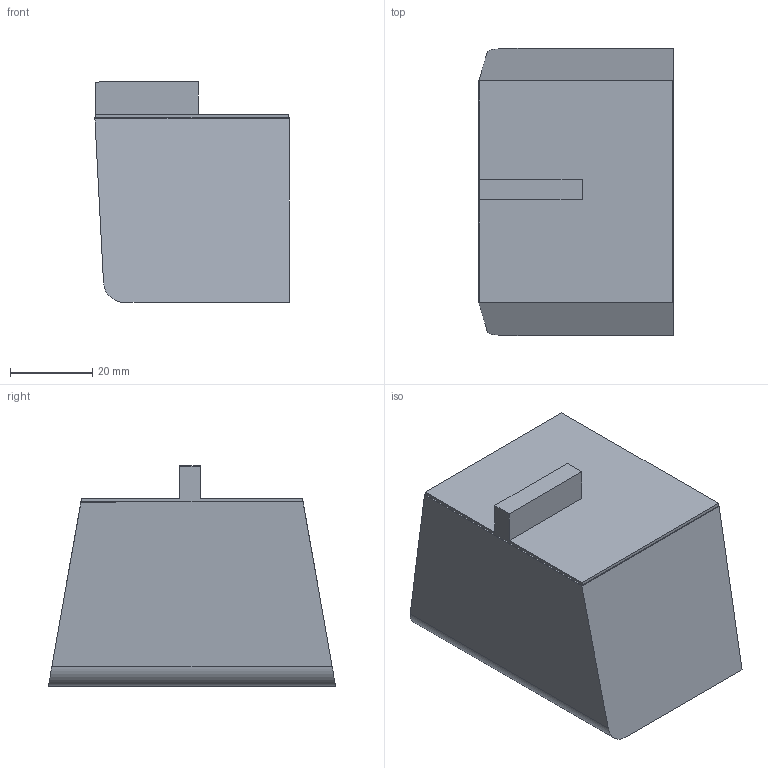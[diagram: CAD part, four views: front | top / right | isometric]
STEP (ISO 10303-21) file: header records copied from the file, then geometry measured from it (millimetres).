
FILE_DESCRIPTION(/* description */ (''),/* implementation_level */ '2;1');
FILE_NAME(/* name */ 'Ant House Version 3 v3FINALL.step',/* time_stamp */ '2024-11-07T11:15:32+01:00',/* author */ (''),/* organization */ (''),/* preprocessor_version */ 'ST-DEVELOPER v20',/* originating_system */ 'Autodesk Translation Framework v13.20.0.188',/* authorisation */ '');
FILE_SCHEMA (('AUTOMOTIVE_DESIGN { 1 0 10303 214 3 1 1 }'));
Length unit declared in the file: millimetre
Products named in the file (1): Ant House Version 3
Bounding box: 47.36 x 70 x 53.79 mm (x, y, z)
Volume: 72902.1 mm3; surface area: 47962.8 mm2
Topology: 3 solids, 3 shells, 48 faces, 117 edges, 78 vertices
Faces by surface type: plane 45, cylinder 3
Entity records: 1426 total; most frequent: CARTESIAN_POINT 244, ORIENTED_EDGE 234, DIRECTION 221, EDGE_CURVE 117, LINE 111, VECTOR 111, VERTEX_POINT 78, EDGE_LOOP 55
